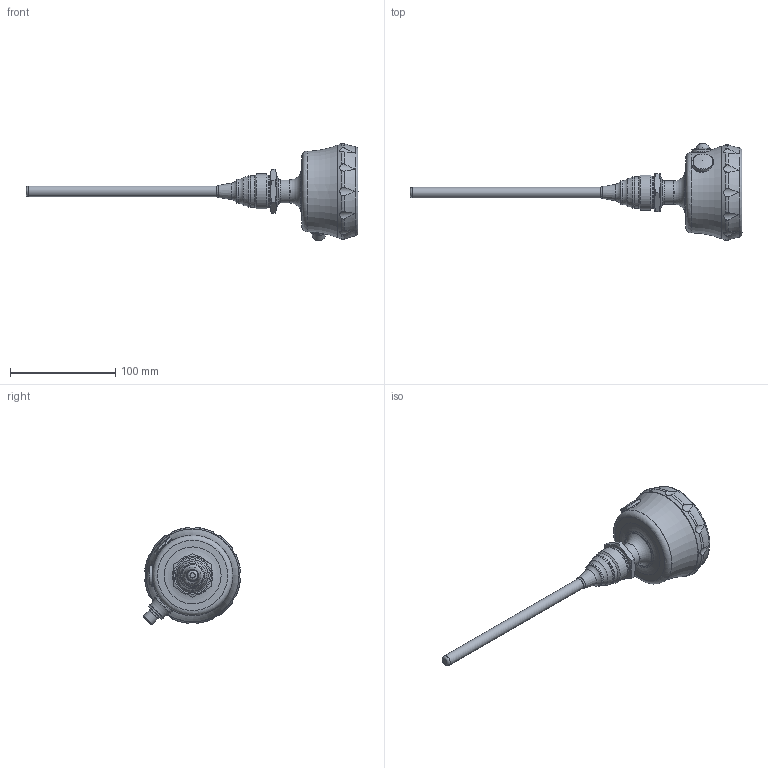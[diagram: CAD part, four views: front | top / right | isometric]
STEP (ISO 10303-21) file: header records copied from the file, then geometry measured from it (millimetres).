
FILE_DESCRIPTION(/* description */ ('Unknown'),/* implementation_level */ '2;1');
FILE_NAME(/* name */ 'PLP70H-60020004x.D111A040.3xxx',/* time_stamp */ '2024-02-23T08:51:11+01:00',/* author */ ('Unknown'),/* organization */ ('Baumer'),/* preprocessor_version */ 'ST-DEVELOPER v16.7',/* originating_system */ 'Solid Edge',/* authorisation */ 'Unknown');
FILE_SCHEMA (('AUTOMOTIVE_DESIGN {1 0 10303 214 3 1 1}'));
Length unit declared in the file: millimetre
Products named in the file (1): Part1
Bounding box: 314.92 x 92.15 x 92.15 mm (x, y, z)
Volume: 115881.8 mm3; surface area: 82421.9 mm2
Topology: 2 solids, 12 shells, 666 faces, 1766 edges, 1168 vertices
Faces by surface type: plane 314, cylinder 166, cone 93, torus 71, bspline 22
Full cylindrical faces by diameter (mm): 1.64 x5, 1.9 x1, 3.4 x2, 4.5 x1, 7 x1, 8 x1, 10 x5, 10.5 x1, 11 x1, 11.5 x1, 11.741 x1, 12 x1, 13.8 x1, 14 x1, 14.5 x1, 15.85 x3, 16 x9, 17 x1, 18.36 x1, 18.9 x1, 19.5 x1, 20 x3, 20.8 x3, 21 x3, 22 x1, 22.7 x1, 29.96 x1, 30 x2, 33.249 x1, 40 x1
Entity records: 27362 total; most frequent: CARTESIAN_POINT 7802, ORIENTED_EDGE 3034, DIRECTION 2884, EDGE_CURVE 1517, AXIS2_PLACEMENT_3D 1136, VERTEX_POINT 1084, FACE_BOUND 903, EDGE_LOOP 900
